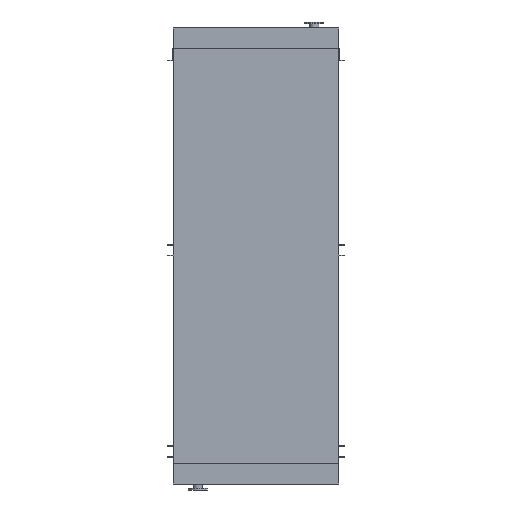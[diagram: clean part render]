
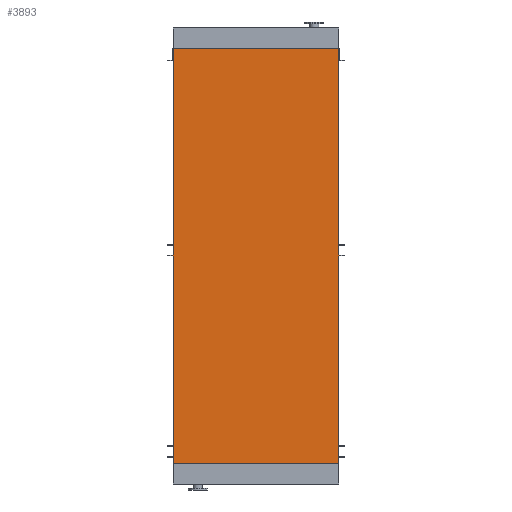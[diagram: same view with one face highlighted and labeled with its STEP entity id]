
A CAD part, front view. The second image highlights one B-rep face of the part: STEP entity #3893.
In plain terms, the highlighted planar face has unit normal (0, -1, 0).
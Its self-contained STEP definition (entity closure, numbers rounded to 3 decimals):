
#333 = LINE ( 'NONE', #2215, #9691 ) ;
#1510 = ORIENTED_EDGE ( 'NONE', *, *, #4150, .F. ) ;
#2077 = EDGE_CURVE ( 'NONE', #20129, #10038, #17967, .T. ) ;
#2215 = CARTESIAN_POINT ( 'NONE',  ( 965., 0., -4850. ) ) ;
#2690 = VECTOR ( 'NONE', #3978, 1000. ) ;
#3748 = LINE ( 'NONE', #12752, #2690 ) ;
#3778 = DIRECTION ( 'NONE',  ( 0., -1., 0. ) ) ;
#3893 = ADVANCED_FACE ( 'NONE', ( #5410 ), #11015, .T. ) ;
#3978 = DIRECTION ( 'NONE',  ( 0., 0., 1. ) ) ;
#4150 = EDGE_CURVE ( 'NONE', #20129, #22869, #3748, .T. ) ;
#4345 = EDGE_CURVE ( 'NONE', #22869, #6529, #10150, .T. ) ;
#5009 = CARTESIAN_POINT ( 'NONE',  ( -965., 0., 0. ) ) ;
#5312 = VECTOR ( 'NONE', #20832, 1000. ) ;
#5410 = FACE_OUTER_BOUND ( 'NONE', #13035, .T. ) ;
#5555 = DIRECTION ( 'NONE',  ( 1., 0., 0. ) ) ;
#5612 = VECTOR ( 'NONE', #5555, 1000. ) ;
#6529 = VERTEX_POINT ( 'NONE', #17725 ) ;
#7497 = CARTESIAN_POINT ( 'NONE',  ( 965., 0., -4850. ) ) ;
#7893 = AXIS2_PLACEMENT_3D ( 'NONE', #10784, #3778, #20061 ) ;
#8730 = ORIENTED_EDGE ( 'NONE', *, *, #2077, .T. ) ;
#9691 = VECTOR ( 'NONE', #14614, 1000. ) ;
#10038 = VERTEX_POINT ( 'NONE', #7497 ) ;
#10150 = LINE ( 'NONE', #5009, #5312 ) ;
#10688 = CARTESIAN_POINT ( 'NONE',  ( -965., 0., -4850. ) ) ;
#10784 = CARTESIAN_POINT ( 'NONE',  ( -965., 0., -4850. ) ) ;
#11015 = PLANE ( 'NONE',  #7893 ) ;
#12752 = CARTESIAN_POINT ( 'NONE',  ( -965., 0., -4850. ) ) ;
#13035 = EDGE_LOOP ( 'NONE', ( #18945, #1510, #8730, #14035 ) ) ;
#14035 = ORIENTED_EDGE ( 'NONE', *, *, #17337, .T. ) ;
#14614 = DIRECTION ( 'NONE',  ( 0., 0., 1. ) ) ;
#17337 = EDGE_CURVE ( 'NONE', #10038, #6529, #333, .T. ) ;
#17725 = CARTESIAN_POINT ( 'NONE',  ( 965., 0., 0. ) ) ;
#17760 = CARTESIAN_POINT ( 'NONE',  ( -965., 0., -4850. ) ) ;
#17967 = LINE ( 'NONE', #10688, #5612 ) ;
#18512 = CARTESIAN_POINT ( 'NONE',  ( -965., 0., 0. ) ) ;
#18945 = ORIENTED_EDGE ( 'NONE', *, *, #4345, .F. ) ;
#20061 = DIRECTION ( 'NONE',  ( 0., 0., -1. ) ) ;
#20129 = VERTEX_POINT ( 'NONE', #17760 ) ;
#20832 = DIRECTION ( 'NONE',  ( 1., 0., 0. ) ) ;
#22869 = VERTEX_POINT ( 'NONE', #18512 ) ;
